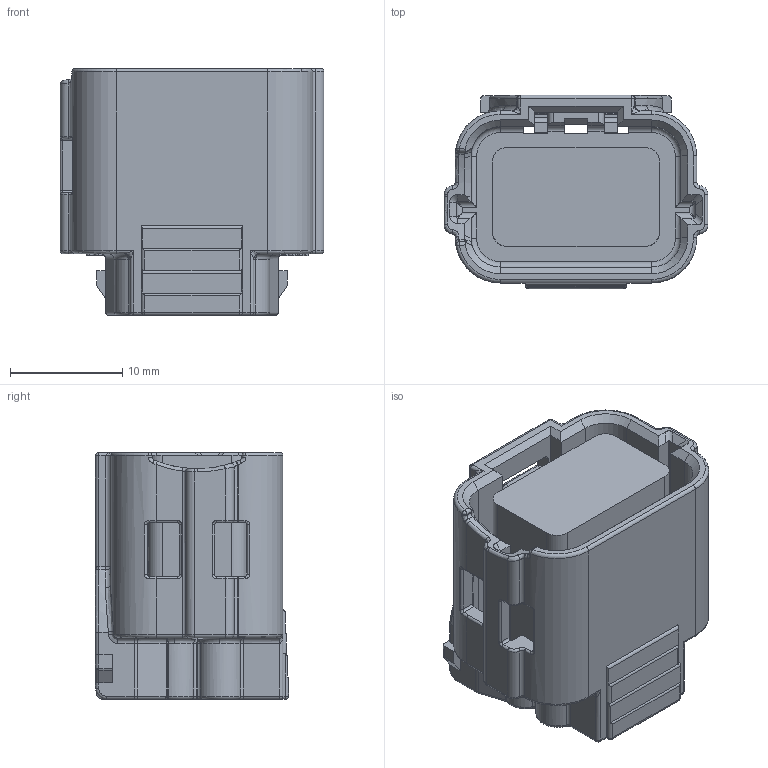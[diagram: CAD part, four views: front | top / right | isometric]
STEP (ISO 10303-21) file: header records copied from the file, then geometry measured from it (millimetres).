
FILE_DESCRIPTION(/* description */ (''),/* implementation_level */ '2;1');
FILE_NAME(/* name */ '15519731-ENV10_01-CONN.stp',/* time_stamp */ '2023-06-14T17:06:15+08:00',/* author */ (''),/* organization */ (''),/* preprocessor_version */ 'ST-DEVELOPER v16',/* originating_system */ 'SIEMENS PLM Software NX 11.0',/* authorisation */ '');
FILE_SCHEMA (('AUTOMOTIVE_DESIGN { 1 0 10303 214 3 1 1 1 }'));
Length unit declared in the file: millimetre
Products named in the file (1): 15519731-ENV10_01-CONN
Bounding box: 23.5 x 17.2 x 22 mm (x, y, z)
Volume: 4543.3 mm3; surface area: 4334.6 mm2
Topology: 1 solids, 1 shells, 833 faces, 2375 edges, 1490 vertices
Faces by surface type: cylinder 315, plane 230, torus 130, bspline 108, sphere 26, cone 24
Entity records: 29807 total; most frequent: CARTESIAN_POINT 9770, ORIENTED_EDGE 4626, DIRECTION 3812, EDGE_CURVE 2313, VERTEX_POINT 1490, AXIS2_PLACEMENT_3D 1420, LINE 972, VECTOR 972
